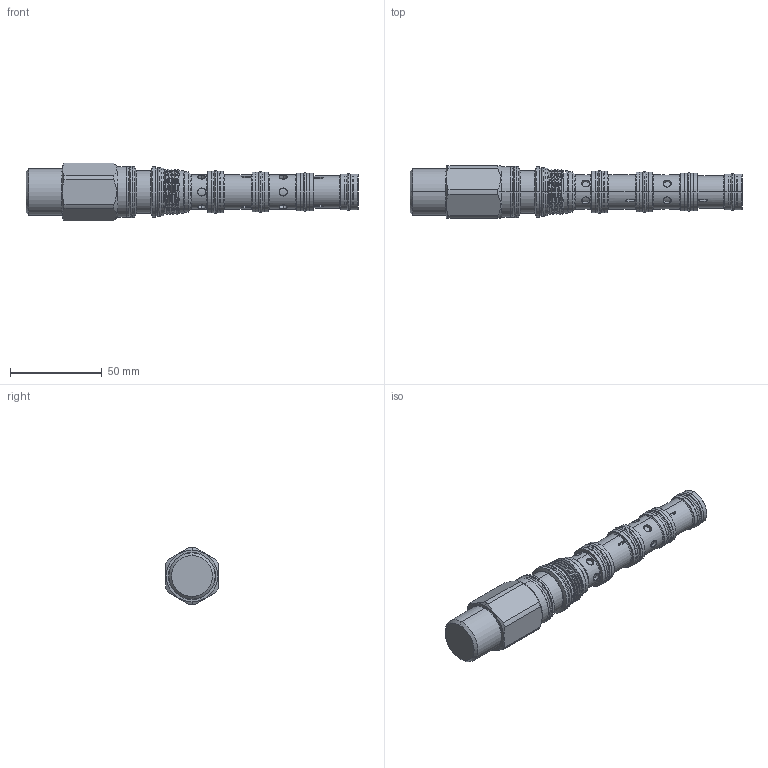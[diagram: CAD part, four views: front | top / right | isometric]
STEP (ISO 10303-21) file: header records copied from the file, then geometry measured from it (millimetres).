
FILE_DESCRIPTION (( 'STEP AP203' ), '1' );
FILE_NAME ('PDD52A6P25-N-028.STEP', '2020-05-04T07:21:43', ( '' ), ( '' ), 'SwSTEP 2.0', 'SolidWorks 2018', '' );
FILE_SCHEMA (( 'CONFIG_CONTROL_DESIGN' ));
Length unit declared in the file: millimetre
Products named in the file (1): PDD52A6P25-N-028
Bounding box: 181.3 x 28.57 x 31.6 mm (x, y, z)
Volume: 77004.2 mm3; surface area: 21057.4 mm2
Topology: 7 solids, 7 shells, 354 faces, 782 edges, 492 vertices
Faces by surface type: cylinder 187, plane 85, torus 51, cone 29, bspline 2
Entity records: 12174 total; most frequent: CARTESIAN_POINT 4289, DIRECTION 1695, ORIENTED_EDGE 1560, EDGE_CURVE 780, AXIS2_PLACEMENT_3D 714, VERTEX_POINT 492, EDGE_LOOP 418, CIRCLE 361
